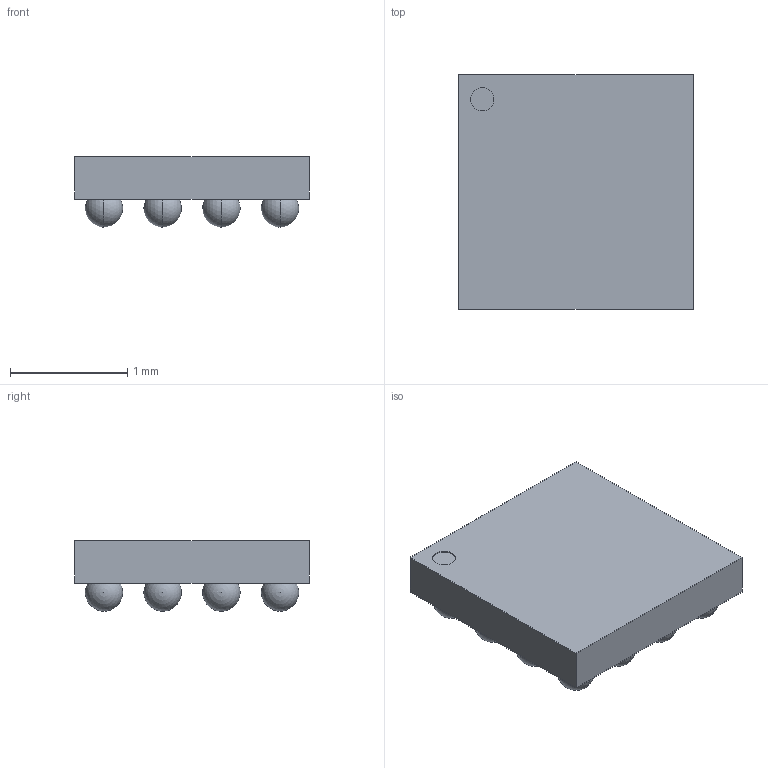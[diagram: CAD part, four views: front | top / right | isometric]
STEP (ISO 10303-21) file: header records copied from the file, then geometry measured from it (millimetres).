
FILE_DESCRIPTION (( 'STEP AP214' ), '1' );
FILE_NAME ('ANALOG_CB-16-8_BGA-16_4x4_2.0x2.0mm.STEP', '2023-07-20T20:56:51', ( '' ), ( '' ), 'SwSTEP 2.0', 'SolidWorks 2023', '' );
FILE_SCHEMA (( 'AUTOMOTIVE_DESIGN' ));
Length unit declared in the file: millimetre
Products named in the file (1): ANALOG_CB-16-8_BGA-16_4x4_2.0x2.0mm
Bounding box: 2 x 2 x 0.6 mm (x, y, z)
Volume: 1.7 mm3; surface area: 13.8 mm2
Topology: 1 solids, 1 shells, 41 faces, 162 edges, 108 vertices
Faces by surface type: sphere 32, plane 7, cylinder 2
Entity records: 1155 total; most frequent: DIRECTION 234, CARTESIAN_POINT 184, ORIENTED_EDGE 164, AXIS2_PLACEMENT_3D 110, EDGE_CURVE 82, CIRCLE 68, VERTEX_POINT 60, EDGE_LOOP 58
